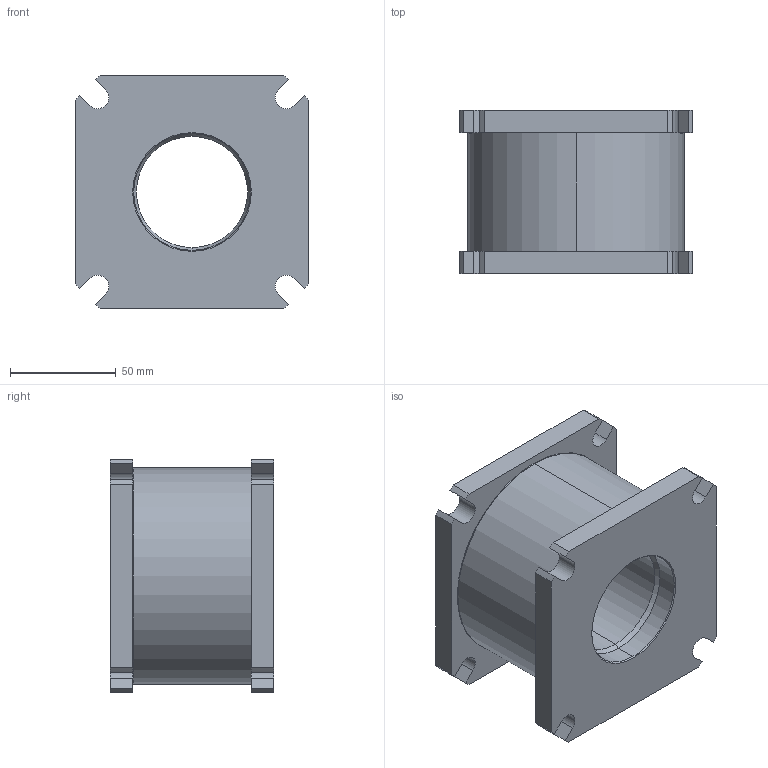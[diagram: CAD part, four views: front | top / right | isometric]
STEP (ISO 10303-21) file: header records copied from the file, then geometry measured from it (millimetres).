
FILE_DESCRIPTION (( 'STEP AP214' ), '1' );
FILE_NAME ('RD001415.STEP', '2023-07-13T06:45:21', ( '' ), ( '' ), 'SwSTEP 2.0', 'SolidWorks 2022', '' );
FILE_SCHEMA (( 'AUTOMOTIVE_DESIGN' ));
Length unit declared in the file: millimetre
Products named in the file (1): RD001415
Bounding box: 110 x 77 x 110 mm (x, y, z)
Volume: 525184.4 mm3; surface area: 65556.7 mm2
Topology: 1 solids, 1 shells, 74 faces, 196 edges, 126 vertices
Faces by surface type: cylinder 36, plane 28, cone 8, torus 2
Entity records: 2346 total; most frequent: DIRECTION 426, CARTESIAN_POINT 397, ORIENTED_EDGE 392, EDGE_CURVE 196, AXIS2_PLACEMENT_3D 155, VERTEX_POINT 126, LINE 116, VECTOR 116
